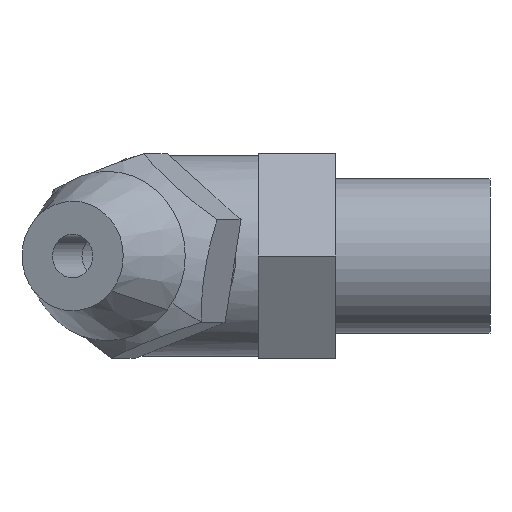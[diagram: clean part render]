
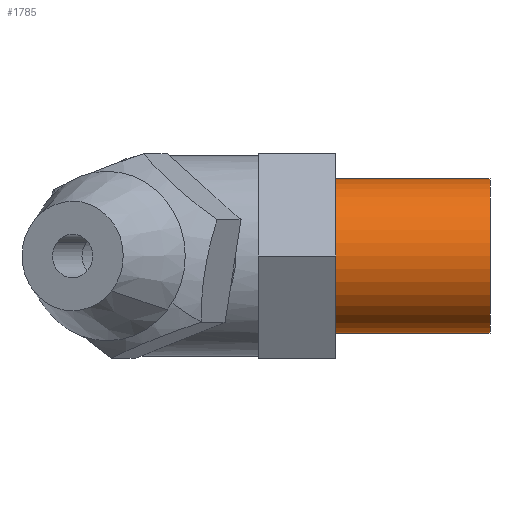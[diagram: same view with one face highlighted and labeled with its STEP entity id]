
A CAD part, left-side view. The second image highlights one B-rep face of the part: STEP entity #1785.
In plain terms, the highlighted cylindrical face has radius 3 mm (diameter 6 mm), a partial arc.
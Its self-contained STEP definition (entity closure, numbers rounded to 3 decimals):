
#4 = ORIENTED_EDGE ( 'NONE', *, *, #528, .F. ) ;
#5 = ORIENTED_EDGE ( 'NONE', *, *, #493, .F. ) ;
#6 = ORIENTED_EDGE ( 'NONE', *, *, #525, .T. ) ;
#7 = ORIENTED_EDGE ( 'NONE', *, *, #429, .T. ) ;
#48 = CARTESIAN_POINT ( 'NONE',  ( 0., 0., 3. ) ) ;
#339 = CARTESIAN_POINT ( 'NONE',  ( 0., 6., 0. ) ) ;
#341 = DIRECTION ( 'NONE',  ( 0., 0., -1. ) ) ;
#344 = DIRECTION ( 'NONE',  ( 0., -1., 0. ) ) ;
#384 = CARTESIAN_POINT ( 'NONE',  ( 0., 0., -3. ) ) ;
#397 = CARTESIAN_POINT ( 'NONE',  ( 0., 6., -3. ) ) ;
#404 = CARTESIAN_POINT ( 'NONE',  ( 0., 6., 3. ) ) ;
#429 = EDGE_CURVE ( 'NONE', #1463, #1134, #1522, .T. ) ;
#431 = AXIS2_PLACEMENT_3D ( 'NONE', #1474, #1423, #1436 ) ;
#493 = EDGE_CURVE ( 'NONE', #1314, #1294, #1620, .T. ) ;
#525 = EDGE_CURVE ( 'NONE', #1314, #1463, #1631, .T. ) ;
#528 = EDGE_CURVE ( 'NONE', #1294, #1134, #1646, .T. ) ;
#572 = AXIS2_PLACEMENT_3D ( 'NONE', #1324, #1404, #1406 ) ;
#594 = AXIS2_PLACEMENT_3D ( 'NONE', #339, #344, #341 ) ;
#749 = EDGE_LOOP ( 'NONE', ( #4, #5, #6, #7 ) ) ;
#1134 = VERTEX_POINT ( 'NONE', #48 ) ;
#1142 = DIRECTION ( 'NONE',  ( 0., -1., 0. ) ) ;
#1143 = CARTESIAN_POINT ( 'NONE',  ( 0., 6., 3. ) ) ;
#1167 = DIRECTION ( 'NONE',  ( 0., -1., 0. ) ) ;
#1168 = CARTESIAN_POINT ( 'NONE',  ( 0., 6., -3. ) ) ;
#1294 = VERTEX_POINT ( 'NONE', #404 ) ;
#1314 = VERTEX_POINT ( 'NONE', #397 ) ;
#1324 = CARTESIAN_POINT ( 'NONE',  ( 0., 6., 0. ) ) ;
#1404 = DIRECTION ( 'NONE',  ( 0., 1., 0. ) ) ;
#1406 = DIRECTION ( 'NONE',  ( 0., 0., 1. ) ) ;
#1423 = DIRECTION ( 'NONE',  ( 0., 1., 0. ) ) ;
#1436 = DIRECTION ( 'NONE',  ( 0., 0., 1. ) ) ;
#1463 = VERTEX_POINT ( 'NONE', #384 ) ;
#1474 = CARTESIAN_POINT ( 'NONE',  ( 0., 0., 0. ) ) ;
#1522 = CIRCLE ( 'NONE', #431, 3. ) ;
#1620 = CIRCLE ( 'NONE', #572, 3. ) ;
#1631 = LINE ( 'NONE', #1168, #1644 ) ;
#1644 = VECTOR ( 'NONE', #1167, 1000. ) ;
#1646 = LINE ( 'NONE', #1143, #1648 ) ;
#1648 = VECTOR ( 'NONE', #1142, 1000. ) ;
#1683 = FACE_OUTER_BOUND ( 'NONE', #749, .T. ) ;
#1685 = CYLINDRICAL_SURFACE ( 'NONE', #594, 3. ) ;
#1785 = ADVANCED_FACE ( 'NONE', ( #1683 ), #1685, .T. ) ;
